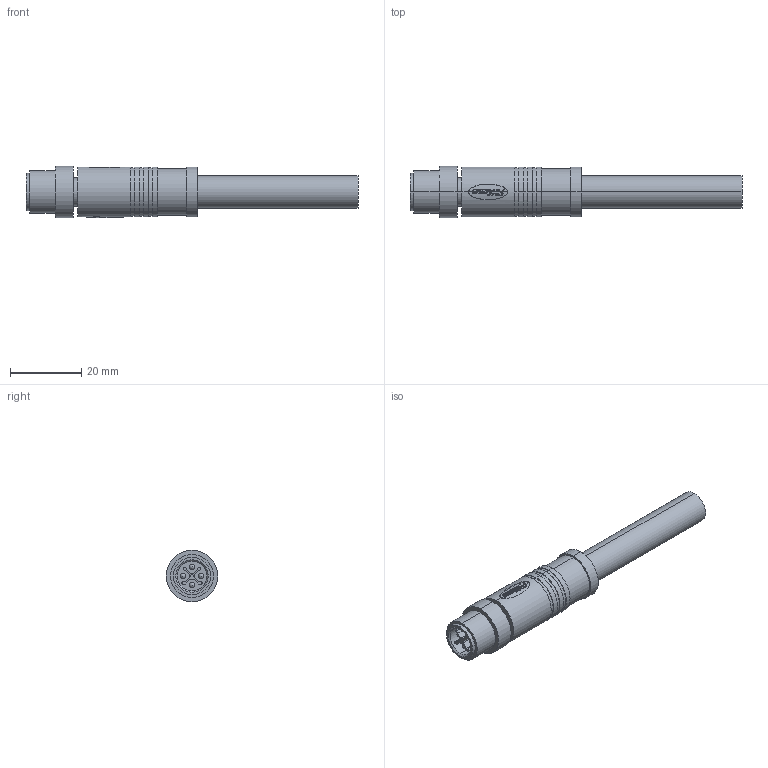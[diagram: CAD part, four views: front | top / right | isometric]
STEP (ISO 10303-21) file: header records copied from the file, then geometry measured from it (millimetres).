
FILE_DESCRIPTION (( 'STEP AP203' ), '1' );
FILE_NAME ('P118.STEP', '2020-04-30T08:30:44', ( 'edpusr' ), ( 'Microsoft' ), 'SwSTEP 2.0', 'SolidWorks 2015', '' );
FILE_SCHEMA (( 'CONFIG_CONTROL_DESIGN' ));
Length unit declared in the file: millimetre
Products named in the file (1): P118
Bounding box: 93 x 14.5 x 14.5 mm (x, y, z)
Volume: 9237 mm3; surface area: 4499.6 mm2
Topology: 1 solids, 1 shells, 322 faces, 907 edges, 603 vertices
Faces by surface type: bspline 168, cylinder 84, plane 64, sphere 4, cone 2
Entity records: 15486 total; most frequent: CARTESIAN_POINT 8343, ORIENTED_EDGE 1790, DIRECTION 912, EDGE_CURVE 895, VERTEX_POINT 595, B_SPLINE_CURVE_WITH_KNOTS 401, LINE 384, VECTOR 384
